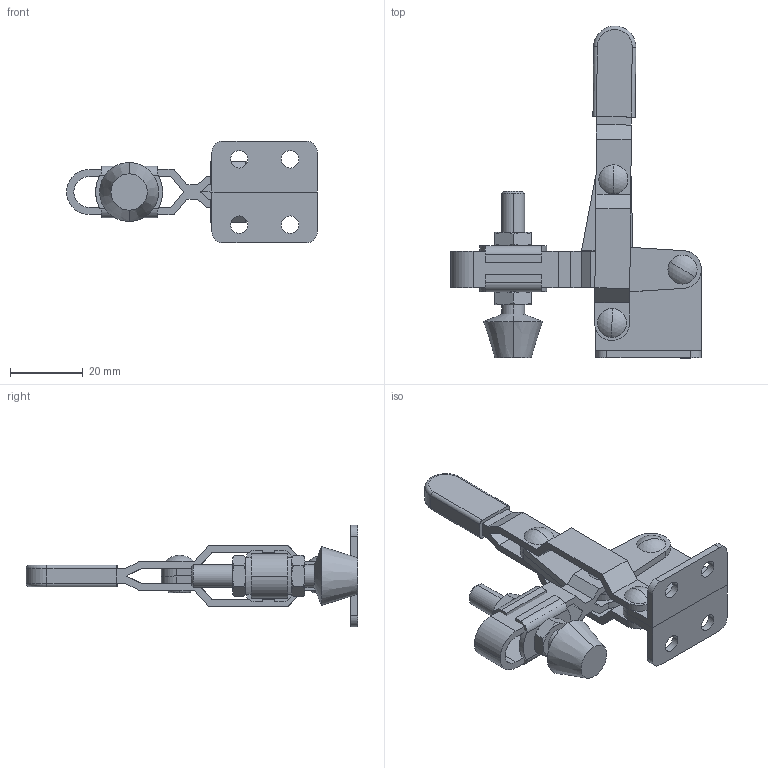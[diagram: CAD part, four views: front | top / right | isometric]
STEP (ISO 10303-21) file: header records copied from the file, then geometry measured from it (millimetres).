
FILE_DESCRIPTION (( 'STEP AP214' ), '1' );
FILE_NAME ('GH-102-B.STEP', '2020-05-14T03:56:25', ( 'LinWei' ), ( '' ), 'SwSTEP 2.0', 'SolidWorks 2016', '' );
FILE_SCHEMA (( 'AUTOMOTIVE_DESIGN' ));
Length unit declared in the file: millimetre
Products named in the file (6): Group5^GH-102-B; Group4^GH-102-B; Group3^GH-102-B; Group2^GH-102-B; Group1^GH-102-B; GH-102-B
Assembly tree (5 placements, depth 2):
  GH-102-B
    Group1^GH-102-B
    Group2^GH-102-B
    Group3^GH-102-B
    Group4^GH-102-B
    Group5^GH-102-B
Bounding box: 69 x 91.3 x 28 mm (x, y, z)
Volume: 16688.3 mm3; surface area: 14808.4 mm2
Topology: 5 solids, 5 shells, 265 faces, 667 edges, 426 vertices
Faces by surface type: plane 136, cylinder 81, cone 30, torus 10, sphere 8
Entity records: 9228 total; most frequent: CARTESIAN_POINT 1686, DIRECTION 1381, ORIENTED_EDGE 1334, EDGE_CURVE 667, AXIS2_PLACEMENT_3D 505, VERTEX_POINT 426, LINE 371, VECTOR 371
